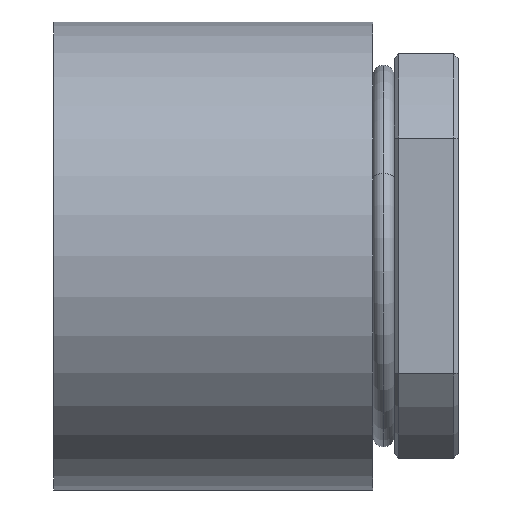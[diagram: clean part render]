
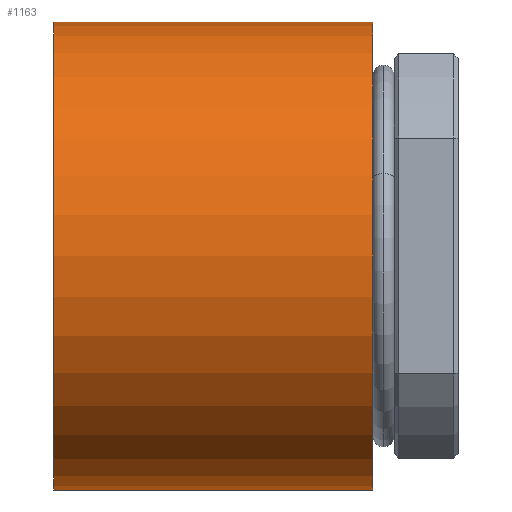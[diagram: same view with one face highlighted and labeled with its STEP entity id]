
A CAD part, left-side view. The second image highlights one B-rep face of the part: STEP entity #1163.
In plain terms, the highlighted cylindrical face has radius 11 mm (diameter 22 mm), a partial arc.
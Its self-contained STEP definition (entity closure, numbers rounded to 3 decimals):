
#25 = CIRCLE ( 'NONE', #63, 11. ) ;
#63 = AXIS2_PLACEMENT_3D ( 'NONE', #95, #427, #203 ) ;
#74 = CIRCLE ( 'NONE', #462, 11. ) ;
#84 = DIRECTION ( 'NONE',  ( 0., 1., 0. ) ) ;
#95 = CARTESIAN_POINT ( 'NONE',  ( 0., 7.5, 0. ) ) ;
#127 = FACE_OUTER_BOUND ( 'NONE', #762, .T. ) ;
#169 = DIRECTION ( 'NONE',  ( 0., 0., -1. ) ) ;
#203 = DIRECTION ( 'NONE',  ( 0., 0., 1. ) ) ;
#214 = ORIENTED_EDGE ( 'NONE', *, *, #804, .F. ) ;
#219 = EDGE_CURVE ( 'NONE', #1199, #1137, #1237, .T. ) ;
#251 = AXIS2_PLACEMENT_3D ( 'NONE', #723, #911, #169 ) ;
#343 = CARTESIAN_POINT ( 'NONE',  ( 0., 7.5, -11. ) ) ;
#349 = ORIENTED_EDGE ( 'NONE', *, *, #219, .F. ) ;
#405 = EDGE_CURVE ( 'NONE', #835, #1041, #619, .T. ) ;
#427 = DIRECTION ( 'NONE',  ( 0., 1., 0. ) ) ;
#451 = DIRECTION ( 'NONE',  ( 0., -1., 0. ) ) ;
#462 = AXIS2_PLACEMENT_3D ( 'NONE', #1342, #84, #1359 ) ;
#512 = CARTESIAN_POINT ( 'NONE',  ( 0., 7.5, 11. ) ) ;
#526 = DIRECTION ( 'NONE',  ( 0., -1., 0. ) ) ;
#599 = CARTESIAN_POINT ( 'NONE',  ( 0., -7.5, 11. ) ) ;
#607 = CARTESIAN_POINT ( 'NONE',  ( 0., 7.5, 11. ) ) ;
#612 = EDGE_CURVE ( 'NONE', #1041, #1137, #74, .T. ) ;
#619 = LINE ( 'NONE', #343, #1234 ) ;
#632 = CYLINDRICAL_SURFACE ( 'NONE', #251, 11. ) ;
#644 = CARTESIAN_POINT ( 'NONE',  ( 0., 7.5, -11. ) ) ;
#723 = CARTESIAN_POINT ( 'NONE',  ( 0., 7.5, 0. ) ) ;
#762 = EDGE_LOOP ( 'NONE', ( #349, #214, #879, #1139 ) ) ;
#804 = EDGE_CURVE ( 'NONE', #835, #1199, #25, .T. ) ;
#835 = VERTEX_POINT ( 'NONE', #644 ) ;
#879 = ORIENTED_EDGE ( 'NONE', *, *, #405, .T. ) ;
#911 = DIRECTION ( 'NONE',  ( 0., -1., 0. ) ) ;
#1002 = CARTESIAN_POINT ( 'NONE',  ( 0., -7.5, -11. ) ) ;
#1041 = VERTEX_POINT ( 'NONE', #1002 ) ;
#1137 = VERTEX_POINT ( 'NONE', #599 ) ;
#1139 = ORIENTED_EDGE ( 'NONE', *, *, #612, .T. ) ;
#1163 = ADVANCED_FACE ( 'NONE', ( #127 ), #632, .T. ) ;
#1199 = VERTEX_POINT ( 'NONE', #607 ) ;
#1216 = VECTOR ( 'NONE', #526, 1000. ) ;
#1234 = VECTOR ( 'NONE', #451, 1000. ) ;
#1237 = LINE ( 'NONE', #512, #1216 ) ;
#1342 = CARTESIAN_POINT ( 'NONE',  ( 0., -7.5, 0. ) ) ;
#1359 = DIRECTION ( 'NONE',  ( 0., 0., 1. ) ) ;
